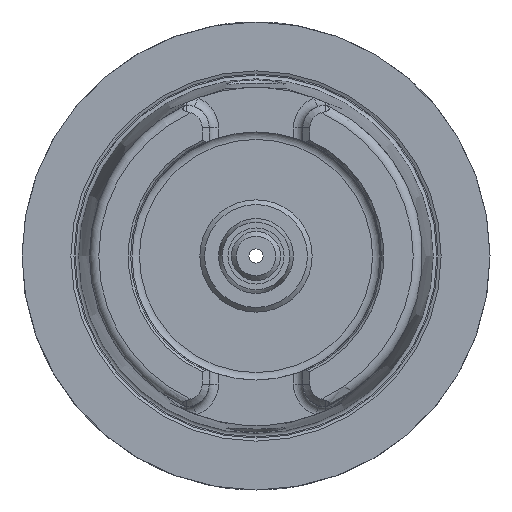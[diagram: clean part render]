
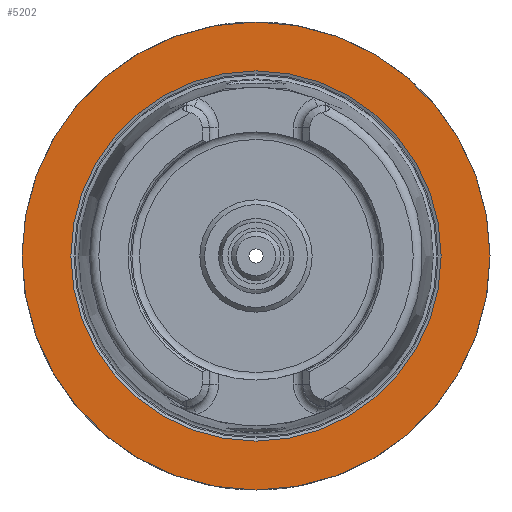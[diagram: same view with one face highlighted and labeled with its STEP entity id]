
A CAD part, left-side view. The second image highlights one B-rep face of the part: STEP entity #5202.
In plain terms, the highlighted planar face has unit normal (-1, 0, 0).
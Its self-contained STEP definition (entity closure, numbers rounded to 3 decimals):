
#4388=CARTESIAN_POINT('',(0.,50.0,0.0));
#4389=VERTEX_POINT('',#4388);
#4390=CARTESIAN_POINT('',(0.,0.,0.0));
#4391=DIRECTION('',(1.0,0.0,0.0));
#4392=DIRECTION('',(0.0,1.0,0.0));
#4393=AXIS2_PLACEMENT_3D('',#4390,#4391,#4392);
#4394=CIRCLE('',#4393,50.0);
#4395=EDGE_CURVE('',#4389,#4389,#4394,.T.);
#5176=CARTESIAN_POINT('',(0.,39.55,0.0));
#5177=VERTEX_POINT('',#5176);
#5178=CARTESIAN_POINT('',(0.,0.,0.0));
#5179=DIRECTION('',(1.0,0.0,0.0));
#5180=DIRECTION('',(0.0,1.0,0.0));
#5181=AXIS2_PLACEMENT_3D('',#5178,#5179,#5180);
#5182=CIRCLE('',#5181,39.55);
#5183=EDGE_CURVE('',#5177,#5177,#5182,.T.);
#5191=CARTESIAN_POINT('',(0.,44.775,0.0));
#5192=DIRECTION('',(-1.0,0.0,0.0));
#5193=DIRECTION('',(0.0,0.0,1.0));
#5194=AXIS2_PLACEMENT_3D('',#5191,#5192,#5193);
#5195=PLANE('',#5194);
#5196=ORIENTED_EDGE('',*,*,#4395,.F.);
#5197=EDGE_LOOP('',(#5196));
#5198=FACE_OUTER_BOUND('',#5197,.T.);
#5199=ORIENTED_EDGE('',*,*,#5183,.T.);
#5200=EDGE_LOOP('',(#5199));
#5201=FACE_BOUND('',#5200,.T.);
#5202=ADVANCED_FACE('',(#5198,#5201),#5195,.T.);
